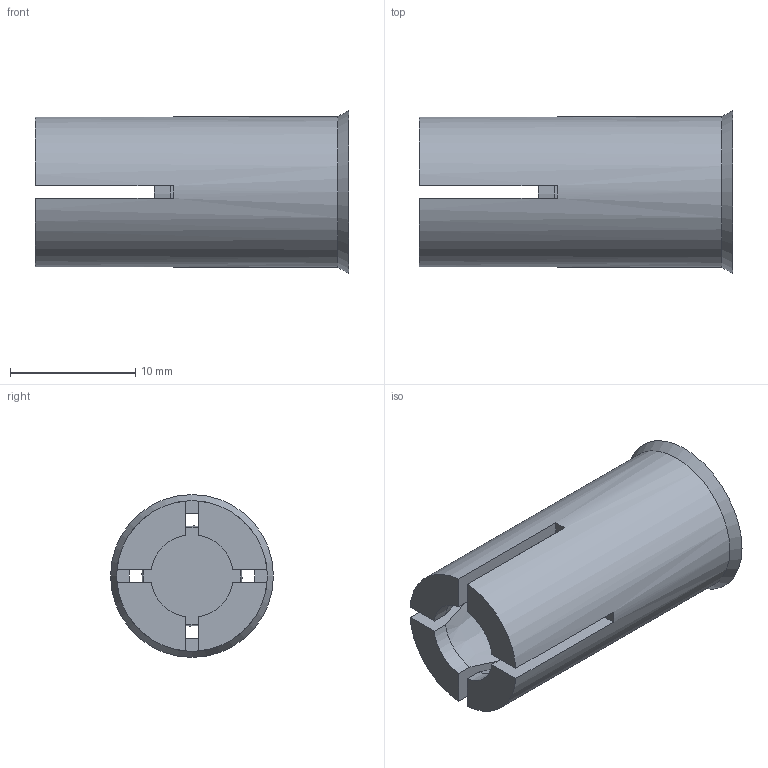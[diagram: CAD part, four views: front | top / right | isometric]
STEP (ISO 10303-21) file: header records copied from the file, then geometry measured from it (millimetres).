
FILE_DESCRIPTION (( 'STEP AP214' ), '1' );
FILE_NAME ('3492022.stp', '2024-01-15T10:38:42', ( '' ), ( '' ), 'SwSTEP 2.0', 'SolidWorks 2022', '' );
FILE_SCHEMA (( 'AUTOMOTIVE_DESIGN' ));
Length unit declared in the file: millimetre
Products named in the file (3): Kopie von Zapfen^P_0000013362_1_M10; Kopie von M10x25^P_0000013362_1; 3492022
Assembly tree (2 placements, depth 2):
  3492022
    Kopie von M10x25^P_0000013362_1
    Kopie von Zapfen^P_0000013362_1_M10
Bounding box: 25 x 13 x 13 mm (x, y, z)
Volume: 1487.5 mm3; surface area: 2228 mm2
Topology: 2 solids, 2 shells, 33 faces, 87 edges, 57 vertices
Faces by surface type: plane 19, cylinder 8, cone 6
Full cylindrical faces by diameter (mm): 8 x1, 10 x2, 12 x1
Entity records: 1489 total; most frequent: CARTESIAN_POINT 220, DIRECTION 178, ORIENTED_EDGE 158, EDGE_CURVE 79, AXIS2_PLACEMENT_3D 69, VERTEX_POINT 55, VECTOR 40, UNCERTAINTY_MEASURE_WITH_UNIT 40
